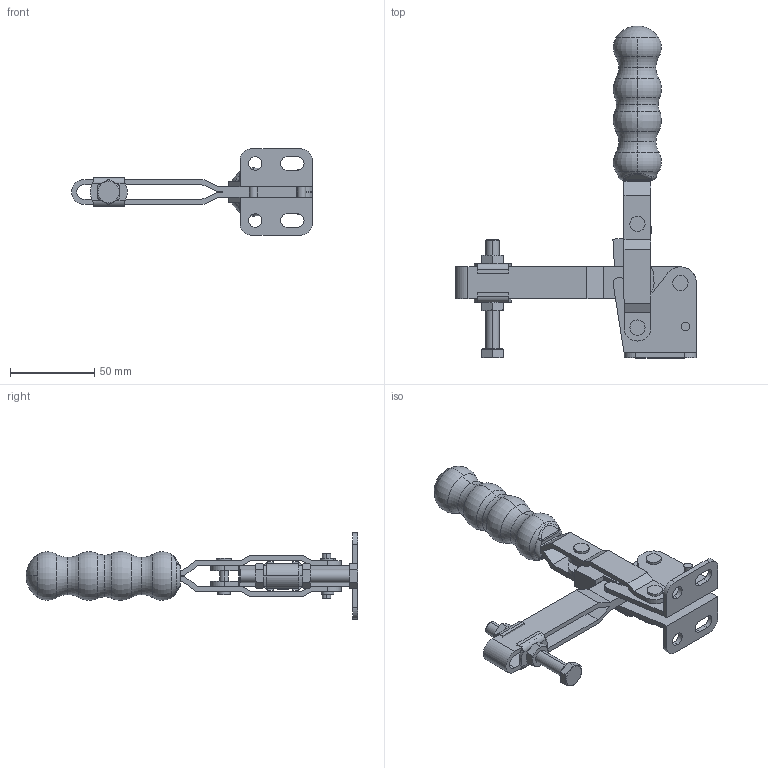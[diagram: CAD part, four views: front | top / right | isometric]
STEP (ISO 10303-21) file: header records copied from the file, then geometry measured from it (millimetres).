
FILE_DESCRIPTION (( 'STEP AP214' ), '1' );
FILE_NAME ('GH-13002-B(Â²¤Æ)-1.STEP', '2020-03-27T00:40:53', ( 'LinWei' ), ( '' ), 'SwSTEP 2.0', 'SolidWorks 2016', '' );
FILE_SCHEMA (( 'AUTOMOTIVE_DESIGN' ));
Length unit declared in the file: millimetre
Products named in the file (7): 113002B08-1^GH-13002-B(簡化)-1; Group6^GH-13002-B(簡化)-1; Group5^GH-13002-B(簡化)-1; Group4^GH-13002-B(簡化)-1; Group2^GH-13002-B(簡化)-1; Group1^GH-13002-B(簡化)-1; GH-13002-B(簡化)-1
Assembly tree (6 placements, depth 2):
  GH-13002-B(簡化)-1
    Group1^GH-13002-B(簡化)-1
    Group2^GH-13002-B(簡化)-1
    Group4^GH-13002-B(簡化)-1
    Group5^GH-13002-B(簡化)-1
    Group6^GH-13002-B(簡化)-1
    113002B08-1^GH-13002-B(簡化)-1
Bounding box: 143 x 197 x 51.2 mm (x, y, z)
Volume: 102089.3 mm3; surface area: 51592.2 mm2
Topology: 8 solids, 8 shells, 350 faces, 860 edges, 547 vertices
Faces by surface type: plane 160, cylinder 120, cone 36, torus 26, bspline 6, sphere 2
Entity records: 13017 total; most frequent: CARTESIAN_POINT 2764, DIRECTION 1822, ORIENTED_EDGE 1720, EDGE_CURVE 860, AXIS2_PLACEMENT_3D 693, VERTEX_POINT 547, VECTOR 436, LINE 436
